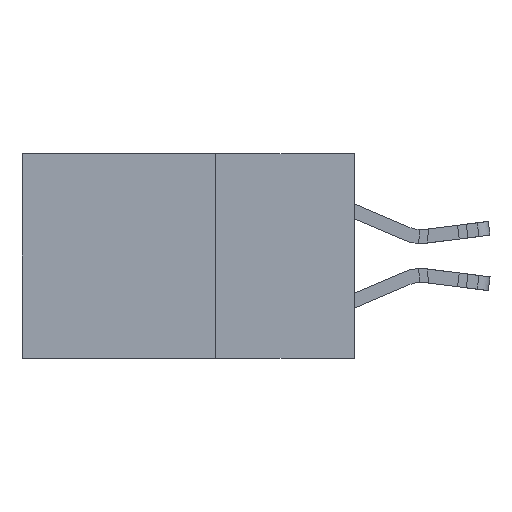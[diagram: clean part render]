
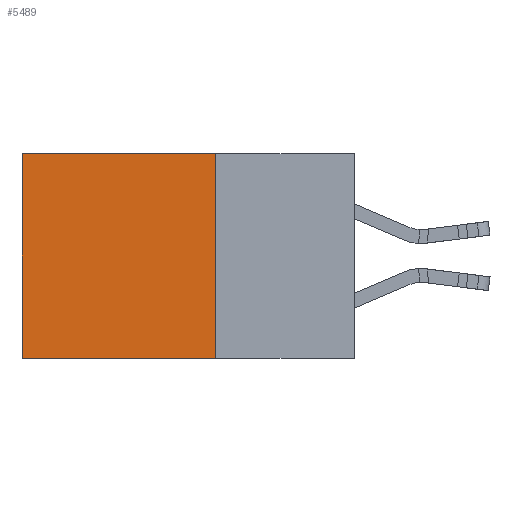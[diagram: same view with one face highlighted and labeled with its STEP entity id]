
A CAD part, left-side view. The second image highlights one B-rep face of the part: STEP entity #5489.
In plain terms, the highlighted planar face has unit normal (-1, 0, 0).
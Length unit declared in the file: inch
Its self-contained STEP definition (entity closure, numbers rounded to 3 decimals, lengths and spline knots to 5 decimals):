
#1392 = LINE ( 'NONE', #5155, #4805 ) ;
#3086 = CARTESIAN_POINT ( 'NONE',  ( 0.298, 0.6, -0.37 ) ) ;
#4429 = LINE ( 'NONE', #6541, #15839 ) ;
#4805 = VECTOR ( 'NONE', #26969, 39.37008 ) ;
#5155 = CARTESIAN_POINT ( 'NONE',  ( 0.298, 0.6, 0. ) ) ;
#5489 = ADVANCED_FACE ( 'NONE', ( #30123 ), #26301, .F. ) ;
#6541 = CARTESIAN_POINT ( 'NONE',  ( 0.298, 0.25, -0.37 ) ) ;
#6960 = DIRECTION ( 'NONE',  ( 0., 1., 0. ) ) ;
#7471 = CARTESIAN_POINT ( 'NONE',  ( 0.298, 0.25, -0.37 ) ) ;
#7729 = EDGE_CURVE ( 'NONE', #15964, #19550, #4429, .T. ) ;
#7821 = ORIENTED_EDGE ( 'NONE', *, *, #27558, .T. ) ;
#8532 = EDGE_LOOP ( 'NONE', ( #7821, #13261, #16166, #29626 ) ) ;
#9308 = DIRECTION ( 'NONE',  ( 0., 0., -1. ) ) ;
#10909 = EDGE_CURVE ( 'NONE', #16106, #26511, #16532, .T. ) ;
#11757 = CARTESIAN_POINT ( 'NONE',  ( 0.298, 0.25, 0. ) ) ;
#11863 = LINE ( 'NONE', #29209, #20176 ) ;
#13261 = ORIENTED_EDGE ( 'NONE', *, *, #7729, .F. ) ;
#15839 = VECTOR ( 'NONE', #6960, 39.37008 ) ;
#15964 = VERTEX_POINT ( 'NONE', #7471 ) ;
#16106 = VERTEX_POINT ( 'NONE', #28122 ) ;
#16166 = ORIENTED_EDGE ( 'NONE', *, *, #29405, .F. ) ;
#16532 = LINE ( 'NONE', #11757, #17638 ) ;
#17638 = VECTOR ( 'NONE', #23842, 39.37008 ) ;
#18482 = AXIS2_PLACEMENT_3D ( 'NONE', #31228, #21502, #9308 ) ;
#19499 = DIRECTION ( 'NONE',  ( 0., 0., -1. ) ) ;
#19550 = VERTEX_POINT ( 'NONE', #3086 ) ;
#20176 = VECTOR ( 'NONE', #19499, 39.37008 ) ;
#21502 = DIRECTION ( 'NONE',  ( 1., 0., 0. ) ) ;
#23842 = DIRECTION ( 'NONE',  ( 0., 1., 0. ) ) ;
#26301 = PLANE ( 'NONE',  #18482 ) ;
#26511 = VERTEX_POINT ( 'NONE', #30011 ) ;
#26969 = DIRECTION ( 'NONE',  ( 0., 0., -1. ) ) ;
#27558 = EDGE_CURVE ( 'NONE', #26511, #19550, #1392, .T. ) ;
#28122 = CARTESIAN_POINT ( 'NONE',  ( 0.298, 0.25, 0. ) ) ;
#29209 = CARTESIAN_POINT ( 'NONE',  ( 0.298, 0.25, 0. ) ) ;
#29405 = EDGE_CURVE ( 'NONE', #16106, #15964, #11863, .T. ) ;
#29626 = ORIENTED_EDGE ( 'NONE', *, *, #10909, .T. ) ;
#30011 = CARTESIAN_POINT ( 'NONE',  ( 0.298, 0.6, 0. ) ) ;
#30123 = FACE_OUTER_BOUND ( 'NONE', #8532, .T. ) ;
#31228 = CARTESIAN_POINT ( 'NONE',  ( 0.298, 0.25, 0. ) ) ;
